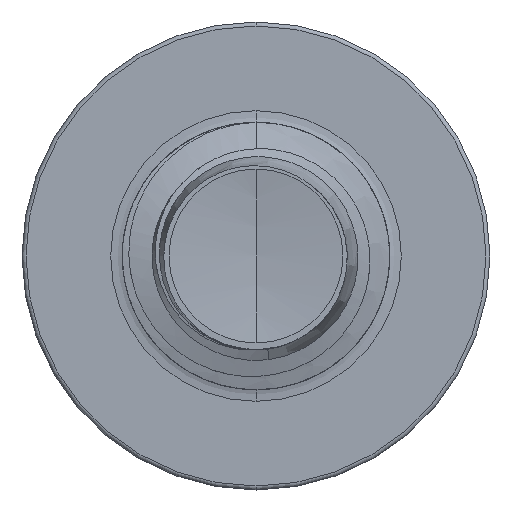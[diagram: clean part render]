
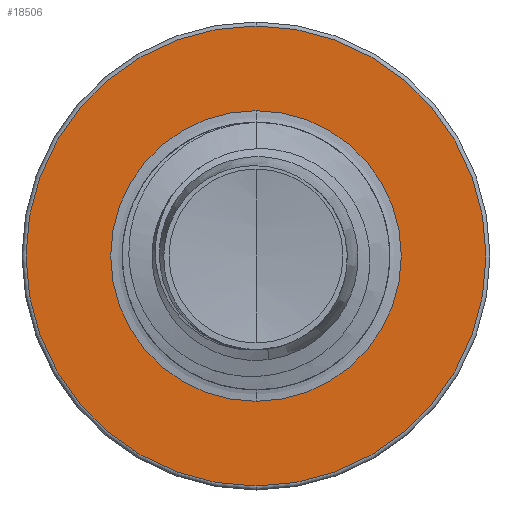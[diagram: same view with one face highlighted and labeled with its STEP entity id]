
A CAD part, front view. The second image highlights one B-rep face of the part: STEP entity #18506.
In plain terms, the highlighted planar face has unit normal (0, -1, 0).
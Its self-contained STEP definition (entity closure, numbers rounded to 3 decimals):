
#1379 = DIRECTION ( 'NONE',  ( 0., 0., 1. ) ) ;
#1391 = DIRECTION ( 'NONE',  ( 0., 1., 0. ) ) ;
#1450 = CARTESIAN_POINT ( 'NONE',  ( 0., 17.5, 0. ) ) ;
#2065 = AXIS2_PLACEMENT_3D ( 'NONE', #4355, #4306, #4255 ) ;
#2444 = VERTEX_POINT ( 'NONE', #5782 ) ;
#4255 = DIRECTION ( 'NONE',  ( 0., 0., 1. ) ) ;
#4306 = DIRECTION ( 'NONE',  ( 0., 1., 0. ) ) ;
#4355 = CARTESIAN_POINT ( 'NONE',  ( 0., 17.5, 0. ) ) ;
#5177 = ORIENTED_EDGE ( 'NONE', *, *, #20391, .F. ) ;
#5782 = CARTESIAN_POINT ( 'NONE',  ( 0., 17.5, 3.44 ) ) ;
#6396 = ORIENTED_EDGE ( 'NONE', *, *, #16853, .F. ) ;
#7539 = ORIENTED_EDGE ( 'NONE', *, *, #19083, .T. ) ;
#7583 = FACE_BOUND ( 'NONE', #22145, .T. ) ;
#8871 = DIRECTION ( 'NONE',  ( 0., 0., 1. ) ) ;
#8911 = VERTEX_POINT ( 'NONE', #26930 ) ;
#8914 = DIRECTION ( 'NONE',  ( 0., 1., 0. ) ) ;
#9066 = CARTESIAN_POINT ( 'NONE',  ( 0., 17.5, -2.174 ) ) ;
#9171 = PLANE ( 'NONE',  #21669 ) ;
#11316 = DIRECTION ( 'NONE',  ( 0., 1., 0. ) ) ;
#13504 = CARTESIAN_POINT ( 'NONE',  ( 0., 17.5, 2.174 ) ) ;
#15064 = ORIENTED_EDGE ( 'NONE', *, *, #37604, .T. ) ;
#15769 = AXIS2_PLACEMENT_3D ( 'NONE', #35264, #35238, #35145 ) ;
#16853 = EDGE_CURVE ( 'NONE', #33124, #2444, #36618, .T. ) ;
#18506 = ADVANCED_FACE ( 'NONE', ( #18818, #7583 ), #9171, .F. ) ;
#18818 = FACE_OUTER_BOUND ( 'NONE', #26323, .T. ) ;
#19083 = EDGE_CURVE ( 'NONE', #28215, #8911, #36289, .T. ) ;
#20391 = EDGE_CURVE ( 'NONE', #2444, #33124, #32895, .T. ) ;
#21669 = AXIS2_PLACEMENT_3D ( 'NONE', #9066, #8914, #8871 ) ;
#22145 = EDGE_LOOP ( 'NONE', ( #7539, #15064 ) ) ;
#22367 = CIRCLE ( 'NONE', #33169, 2.174 ) ;
#26323 = EDGE_LOOP ( 'NONE', ( #5177, #6396 ) ) ;
#26930 = CARTESIAN_POINT ( 'NONE',  ( 0., 17.5, -2.174 ) ) ;
#28215 = VERTEX_POINT ( 'NONE', #13504 ) ;
#30392 = CARTESIAN_POINT ( 'NONE',  ( 0., 17.5, 0. ) ) ;
#32669 = CARTESIAN_POINT ( 'NONE',  ( 0., 17.5, -3.44 ) ) ;
#32709 = DIRECTION ( 'NONE',  ( 0., 0., 1. ) ) ;
#32895 = CIRCLE ( 'NONE', #33246, 3.44 ) ;
#33124 = VERTEX_POINT ( 'NONE', #32669 ) ;
#33169 = AXIS2_PLACEMENT_3D ( 'NONE', #30392, #11316, #32709 ) ;
#33246 = AXIS2_PLACEMENT_3D ( 'NONE', #1450, #1391, #1379 ) ;
#35145 = DIRECTION ( 'NONE',  ( 0., 0., 1. ) ) ;
#35238 = DIRECTION ( 'NONE',  ( 0., 1., 0. ) ) ;
#35264 = CARTESIAN_POINT ( 'NONE',  ( 0., 17.5, 0. ) ) ;
#36289 = CIRCLE ( 'NONE', #2065, 2.174 ) ;
#36618 = CIRCLE ( 'NONE', #15769, 3.44 ) ;
#37604 = EDGE_CURVE ( 'NONE', #8911, #28215, #22367, .T. ) ;
